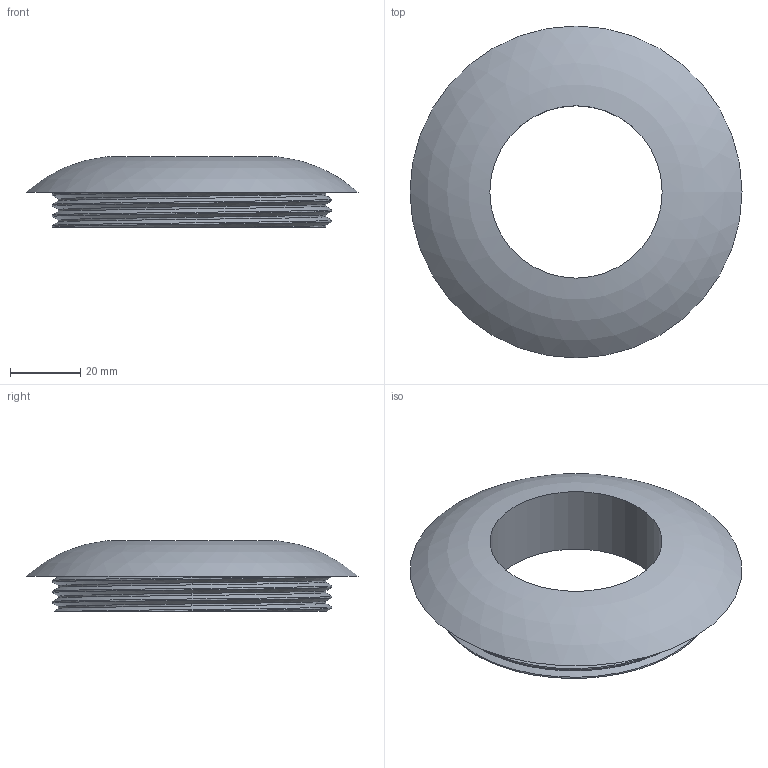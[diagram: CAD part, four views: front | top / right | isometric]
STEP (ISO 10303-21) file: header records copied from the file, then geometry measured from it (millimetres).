
FILE_DESCRIPTION(/* description */ ('','CAx-IF Rec.Pracs.---Representation and Presentation of Product Manufacturing Information (PMI)---4.0---2014-10-13'),/* implementation_level */ '2;1');
FILE_NAME(/* name */ '361fece0-f0db-43d9-aaa0-c9c11c024cc3.stp',/* time_stamp */ '2024-10-25T17:17:28Z',/* author */ (''),/* organization */ (''),/* preprocessor_version */ 'ST-DEVELOPER v20',/* originating_system */ 'Autodesk Translation Framework v13.20.0.188',/* authorisation */ '');
FILE_SCHEMA (('AP242_MANAGED_MODEL_BASED_3D_ENGINEERING_MIM_LF { 1 0 10303 442 1 1 4 }'));
Length unit declared in the file: millimetre
Products named in the file (1): bague propu_2
Bounding box: 94.6 x 94.6 x 20 mm (x, y, z)
Volume: 59259.5 mm3; surface area: 18079.2 mm2
Topology: 1 solids, 1 shells, 15 faces, 39 edges, 26 vertices
Faces by surface type: cylinder 10, bspline 3, plane 2
Full cylindrical faces by diameter (mm): 49.1 x1, 76.324 x2, 79.764 x3
Entity records: 1908 total; most frequent: CARTESIAN_POINT 1544, ORIENTED_EDGE 78, DIRECTION 52, EDGE_CURVE 39, VERTEX_POINT 26, B_SPLINE_CURVE_WITH_KNOTS 22, AXIS2_PLACEMENT_3D 22, EDGE_LOOP 17
